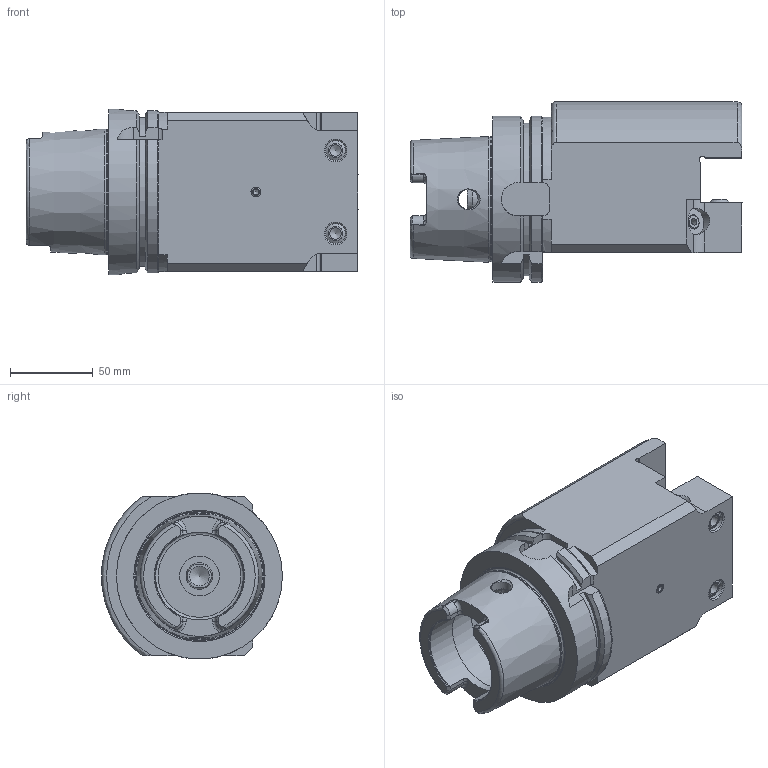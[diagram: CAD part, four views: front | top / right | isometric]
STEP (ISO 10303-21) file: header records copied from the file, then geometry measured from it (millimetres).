
FILE_DESCRIPTION((''),'2;1');
FILE_NAME('590077352150-3D.stp','2021-09-21T12:37:43',('nttooll'),(''),'Autodesk Inventor 2012','Autodesk Inventor 2012','');
FILE_SCHEMA(('AUTOMOTIVE_DESIGN { 1 0 10303 214 1 1 1 1 }'));
Length unit declared in the file: millimetre
Products named in the file (1): 590077352150-3D
Bounding box: 200 x 108.95 x 100 mm (x, y, z)
Volume: 1116935.9 mm3; surface area: 103262.2 mm2
Topology: 2 solids, 3 shells, 226 faces, 569 edges, 361 vertices
Faces by surface type: plane 85, cylinder 73, cone 48, torus 16, sphere 4
Full cylindrical faces by diameter (mm): 2.887 x1, 3.15 x1, 3.464 x1, 4 x2, 4.3 x2, 5 x3, 5.2 x1, 6 x2, 6.928 x2, 10.5 x2, 12 x8, 15.3 x1, 16 x3, 20 x1, 24 x1, 24.4 x1, 53 x1, 53.8 x1, 63 x1, 75.3 x1, 100 x1
Entity records: 6682 total; most frequent: CARTESIAN_POINT 1703, DIRECTION 1052, ORIENTED_EDGE 926, EDGE_CURVE 463, AXIS2_PLACEMENT_3D 436, VERTEX_POINT 331, EDGE_LOOP 324, FACE_OUTER_BOUND 226
